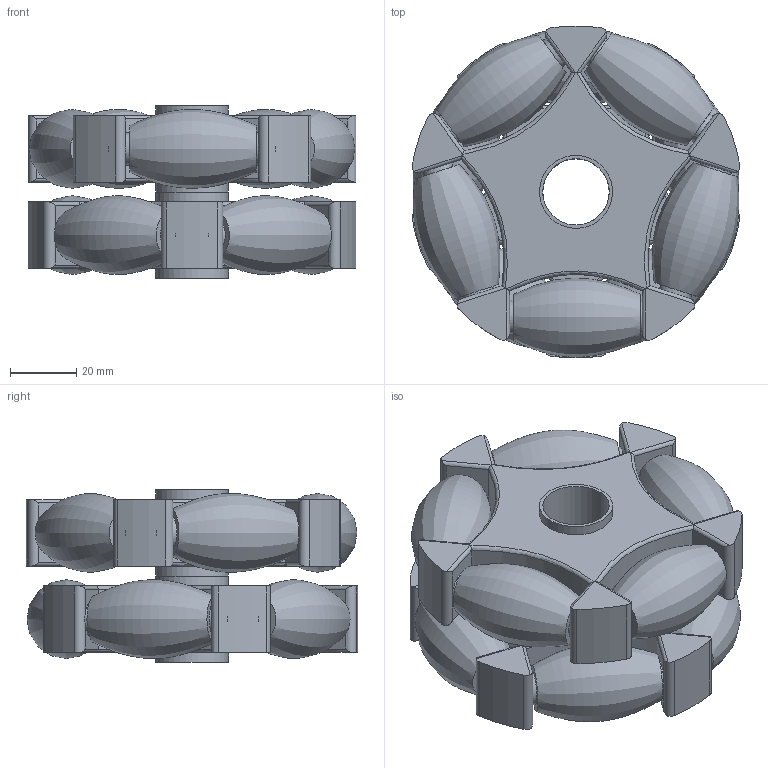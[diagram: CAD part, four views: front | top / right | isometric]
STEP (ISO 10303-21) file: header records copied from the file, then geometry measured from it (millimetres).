
FILE_DESCRIPTION(/* description */ (''),/* implementation_level */ '2;1');
FILE_NAME(/* name */ 'omnidirectional wheel v9.step',/* time_stamp */ '2025-06-09T00:28:13+02:00',/* author */ (''),/* organization */ (''),/* preprocessor_version */ 'ST-DEVELOPER v20.1',/* originating_system */ 'Autodesk Translation Framework v14.4.0.0',/* authorisation */ '');
FILE_SCHEMA (('AUTOMOTIVE_DESIGN { 1 0 10303 214 3 1 1 }'));
Length unit declared in the file: millimetre
Products named in the file (4): omnidirectional wheel; Component3; Component3_1; Component4
Assembly tree (4 placements, depth 3):
  omnidirectional wheel
    Component3
      Component4
    Component3_1
      Component4
Bounding box: 98.74 x 99.87 x 52 mm (x, y, z)
Volume: 250639.6 mm3; surface area: 69248.7 mm2
Topology: 14 solids, 14 shells, 252 faces, 608 edges, 388 vertices
Faces by surface type: cylinder 120, plane 92, bspline 40
Full cylindrical faces by diameter (mm): 9.8 x20, 10 x20, 20 x4, 22 x6
Entity records: 7518 total; most frequent: CARTESIAN_POINT 3935, ORIENTED_EDGE 710, DIRECTION 696, EDGE_CURVE 355, AXIS2_PLACEMENT_3D 287, VERTEX_POINT 228, EDGE_LOOP 193, FACE_OUTER_BOUND 165
